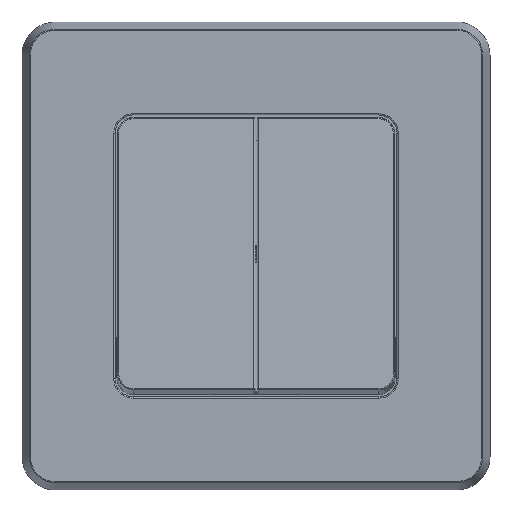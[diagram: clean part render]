
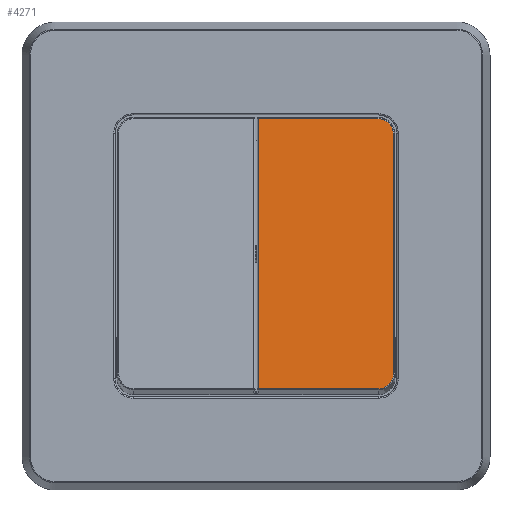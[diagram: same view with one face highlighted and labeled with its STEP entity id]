
A CAD part, top view. The second image highlights one B-rep face of the part: STEP entity #4271.
In plain terms, the highlighted planar face has unit normal (0, 0.079, 0.997).
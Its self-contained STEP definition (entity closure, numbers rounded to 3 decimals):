
#240 = CARTESIAN_POINT ( 'NONE',  ( 23.314, 24.249, 10.03 ) ) ;
#313 = CARTESIAN_POINT ( 'NONE',  ( 24.187, -22.627, 13.722 ) ) ;
#337 = DIRECTION ( 'NONE',  ( 0., 0.079, 0.997 ) ) ;
#373 = CARTESIAN_POINT ( 'NONE',  ( 24.614, -21.712, 13.65 ) ) ;
#651 = ORIENTED_EDGE ( 'NONE', *, *, #5193, .T. ) ;
#705 = ORIENTED_EDGE ( 'NONE', *, *, #965, .T. ) ;
#804 = CARTESIAN_POINT ( 'NONE',  ( 0.399, -7.676, 12.544 ) ) ;
#914 = EDGE_CURVE ( 'NONE', #8759, #7344, #4164, .T. ) ;
#965 = EDGE_CURVE ( 'NONE', #8759, #8294, #5851, .T. ) ;
#1079 = CARTESIAN_POINT ( 'NONE',  ( 23.154, 24.338, 10.023 ) ) ;
#1090 = CARTESIAN_POINT ( 'NONE',  ( 23.755, -23.109, 13.76 ) ) ;
#1139 = CARTESIAN_POINT ( 'NONE',  ( 24.127, 23.501, 10.089 ) ) ;
#1338 = CARTESIAN_POINT ( 'NONE',  ( 0.399, -23.833, 13.817 ) ) ;
#1780 = VERTEX_POINT ( 'NONE', #4975 ) ;
#1922 = CARTESIAN_POINT ( 'NONE',  ( 22.808, -23.682, 13.805 ) ) ;
#1945 = B_SPLINE_CURVE_WITH_KNOTS ( 'NONE', 3,
 ( #6601, #9085, #3707, #10038, #1922, #5518, #1978, #9207, #1090, #11050, #9387, #313, #5812, #4818, #7758, #373, #7645, #6653 ),
 .UNSPECIFIED., .F., .F.,
 ( 4, 2, 2, 1, 2, 2, 1, 2, 2, 4 ),
 ( 0., 0.125, 0.25, 0.375, 0.437, 0.5, 0.625, 0.687, 0.75, 1. ),
 .UNSPECIFIED. ) ;
#1978 = CARTESIAN_POINT ( 'NONE',  ( 23.395, -23.399, 13.783 ) ) ;
#2033 = CARTESIAN_POINT ( 'NONE',  ( 24.286, 23.277, 10.107 ) ) ;
#2184 = CARTESIAN_POINT ( 'NONE',  ( -0.1, 0.402, 11.908 ) ) ;
#2215 = CARTESIAN_POINT ( 'NONE',  ( 24.593, 22.512, 10.167 ) ) ;
#2336 = CARTESIAN_POINT ( 'NONE',  ( 24.681, -20.988, 13.593 ) ) ;
#2815 = CARTESIAN_POINT ( 'NONE',  ( 7.563, 24.638, 9.999 ) ) ;
#2870 = CARTESIAN_POINT ( 'NONE',  ( 0.399, 24.638, 9.999 ) ) ;
#2951 = CARTESIAN_POINT ( 'NONE',  ( 14.726, -23.833, 13.817 ) ) ;
#2990 = CARTESIAN_POINT ( 'NONE',  ( 21.89, 24.638, 9.999 ) ) ;
#3076 = PLANE ( 'NONE',  #3556 ) ;
#3556 = AXIS2_PLACEMENT_3D ( 'NONE', #2184, #337, #7548 ) ;
#3628 = ORIENTED_EDGE ( 'NONE', *, *, #914, .F. ) ;
#3707 = CARTESIAN_POINT ( 'NONE',  ( 22.265, -23.814, 13.815 ) ) ;
#3871 = CARTESIAN_POINT ( 'NONE',  ( 23.954, 23.713, 10.072 ) ) ;
#3898 = CARTESIAN_POINT ( 'NONE',  ( 7.563, -23.833, 13.817 ) ) ;
#3939 = CARTESIAN_POINT ( 'NONE',  ( 0.399, 24.638, 9.999 ) ) ;
#3959 = FACE_OUTER_BOUND ( 'NONE', #10932, .T. ) ;
#4164 = B_SPLINE_CURVE_WITH_KNOTS ( 'NONE', 3,
 ( #9100, #804, #9157, #7193 ),
 .UNSPECIFIED., .F., .F.,
 ( 4, 4 ),
 ( 0., 1. ),
 .UNSPECIFIED. ) ;
#4271 = ADVANCED_FACE ( 'NONE', ( #3959 ), #3076, .T. ) ;
#4692 = CARTESIAN_POINT ( 'NONE',  ( 22.632, 24.563, 10.005 ) ) ;
#4818 = CARTESIAN_POINT ( 'NONE',  ( 24.407, -22.225, 13.69 ) ) ;
#4975 = CARTESIAN_POINT ( 'NONE',  ( 24.681, 21.793, 10.223 ) ) ;
#5070 = B_SPLINE_CURVE_WITH_KNOTS ( 'NONE', 3,
 ( #11044, #7294, #2815, #2870 ),
 .UNSPECIFIED., .F., .F.,
 ( 4, 4 ),
 ( 0., 1. ),
 .UNSPECIFIED. ) ;
#5101 = EDGE_CURVE ( 'NONE', #8294, #7042, #1945, .T. ) ;
#5193 = EDGE_CURVE ( 'NONE', #7042, #1780, #8563, .T. ) ;
#5518 = CARTESIAN_POINT ( 'NONE',  ( 23.152, -23.534, 13.793 ) ) ;
#5666 = CARTESIAN_POINT ( 'NONE',  ( 24.681, -20.988, 13.593 ) ) ;
#5804 = CARTESIAN_POINT ( 'NONE',  ( 24.542, 22.687, 10.153 ) ) ;
#5812 = CARTESIAN_POINT ( 'NONE',  ( 24.323, -22.389, 13.703 ) ) ;
#5851 = B_SPLINE_CURVE_WITH_KNOTS ( 'NONE', 3,
 ( #1338, #3898, #2951, #11302 ),
 .UNSPECIFIED., .F., .F.,
 ( 4, 4 ),
 ( 0., 1. ),
 .UNSPECIFIED. ) ;
#5931 = CARTESIAN_POINT ( 'NONE',  ( 24.681, -6.728, 12.47 ) ) ;
#6185 = EDGE_CURVE ( 'NONE', #9455, #7344, #5070, .T. ) ;
#6291 = CARTESIAN_POINT ( 'NONE',  ( 21.89, 24.638, 9.999 ) ) ;
#6543 = ORIENTED_EDGE ( 'NONE', *, *, #6185, .T. ) ;
#6601 = CARTESIAN_POINT ( 'NONE',  ( 21.89, -23.833, 13.817 ) ) ;
#6653 = CARTESIAN_POINT ( 'NONE',  ( 24.681, -20.988, 13.593 ) ) ;
#6702 = CARTESIAN_POINT ( 'NONE',  ( 24.681, 21.793, 10.223 ) ) ;
#7042 = VERTEX_POINT ( 'NONE', #5666 ) ;
#7193 = CARTESIAN_POINT ( 'NONE',  ( 0.399, 24.638, 9.999 ) ) ;
#7294 = CARTESIAN_POINT ( 'NONE',  ( 14.726, 24.638, 9.999 ) ) ;
#7342 = CARTESIAN_POINT ( 'NONE',  ( 24.013, 23.645, 10.078 ) ) ;
#7344 = VERTEX_POINT ( 'NONE', #3939 ) ;
#7475 = CARTESIAN_POINT ( 'NONE',  ( 21.89, -23.833, 13.817 ) ) ;
#7548 = DIRECTION ( 'NONE',  ( 1., 0., 0. ) ) ;
#7565 = ORIENTED_EDGE ( 'NONE', *, *, #10474, .T. ) ;
#7645 = CARTESIAN_POINT ( 'NONE',  ( 24.681, -21.358, 13.622 ) ) ;
#7758 = CARTESIAN_POINT ( 'NONE',  ( 24.446, -22.139, 13.683 ) ) ;
#8234 = CARTESIAN_POINT ( 'NONE',  ( 24.411, 23.032, 10.126 ) ) ;
#8290 = CARTESIAN_POINT ( 'NONE',  ( 22.269, 24.638, 9.999 ) ) ;
#8294 = VERTEX_POINT ( 'NONE', #7475 ) ;
#8352 = CARTESIAN_POINT ( 'NONE',  ( 24.656, 22.249, 10.188 ) ) ;
#8563 = B_SPLINE_CURVE_WITH_KNOTS ( 'NONE', 3,
 ( #2336, #5931, #9559, #11170 ),
 .UNSPECIFIED., .F., .F.,
 ( 4, 4 ),
 ( 0., 1. ),
 .UNSPECIFIED. ) ;
#8658 = B_SPLINE_CURVE_WITH_KNOTS ( 'NONE', 3,
 ( #6702, #10328, #8352, #2215, #5804, #9437, #8234, #2033, #1139, #7342, #3871, #10092, #9197, #240, #1079, #4692, #8290, #2990 ),
 .UNSPECIFIED., .F., .F.,
 ( 4, 1, 2, 2, 1, 2, 2, 2, 2, 4 ),
 ( 0., 0.125, 0.187, 0.25, 0.375, 0.437, 0.5, 0.625, 0.75, 1. ),
 .UNSPECIFIED. ) ;
#8759 = VERTEX_POINT ( 'NONE', #9130 ) ;
#9085 = CARTESIAN_POINT ( 'NONE',  ( 22.079, -23.833, 13.817 ) ) ;
#9100 = CARTESIAN_POINT ( 'NONE',  ( 0.399, -23.833, 13.817 ) ) ;
#9130 = CARTESIAN_POINT ( 'NONE',  ( 0.399, -23.833, 13.817 ) ) ;
#9157 = CARTESIAN_POINT ( 'NONE',  ( 0.399, 8.481, 11.272 ) ) ;
#9197 = CARTESIAN_POINT ( 'NONE',  ( 23.617, 24.038, 10.047 ) ) ;
#9207 = CARTESIAN_POINT ( 'NONE',  ( 23.614, -23.23, 13.769 ) ) ;
#9387 = CARTESIAN_POINT ( 'NONE',  ( 24.017, -22.843, 13.739 ) ) ;
#9437 = CARTESIAN_POINT ( 'NONE',  ( 24.513, 22.771, 10.146 ) ) ;
#9455 = VERTEX_POINT ( 'NONE', #6291 ) ;
#9559 = CARTESIAN_POINT ( 'NONE',  ( 24.681, 7.533, 11.347 ) ) ;
#10038 = CARTESIAN_POINT ( 'NONE',  ( 22.628, -23.739, 13.81 ) ) ;
#10092 = CARTESIAN_POINT ( 'NONE',  ( 23.758, 23.917, 10.056 ) ) ;
#10328 = CARTESIAN_POINT ( 'NONE',  ( 24.681, 21.977, 10.209 ) ) ;
#10437 = ORIENTED_EDGE ( 'NONE', *, *, #5101, .T. ) ;
#10474 = EDGE_CURVE ( 'NONE', #1780, #9455, #8658, .T. ) ;
#10932 = EDGE_LOOP ( 'NONE', ( #6543, #3628, #705, #10437, #651, #7565 ) ) ;
#11044 = CARTESIAN_POINT ( 'NONE',  ( 21.89, 24.638, 9.999 ) ) ;
#11050 = CARTESIAN_POINT ( 'NONE',  ( 23.825, -23.043, 13.755 ) ) ;
#11170 = CARTESIAN_POINT ( 'NONE',  ( 24.681, 21.793, 10.223 ) ) ;
#11302 = CARTESIAN_POINT ( 'NONE',  ( 21.89, -23.833, 13.817 ) ) ;
